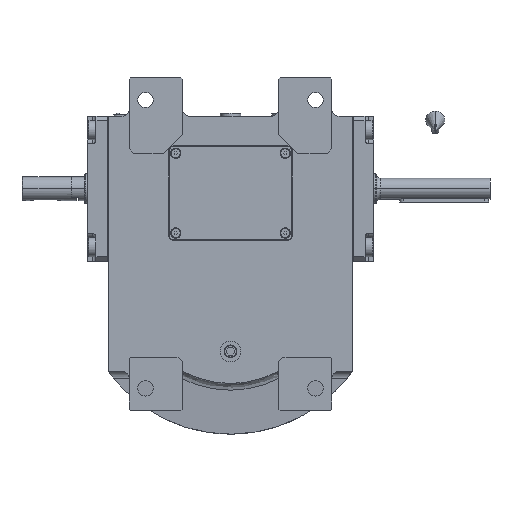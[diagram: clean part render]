
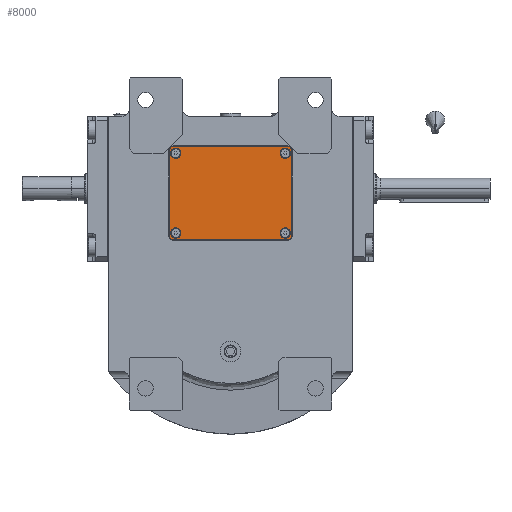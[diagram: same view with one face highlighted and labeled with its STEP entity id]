
A CAD part, front view. The second image highlights one B-rep face of the part: STEP entity #8000.
In plain terms, the highlighted face is planar.
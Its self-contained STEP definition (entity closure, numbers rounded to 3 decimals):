
#23 = ORIENTED_EDGE ( 'NONE', *, *, #3255, .T. ) ;
#446 = DIRECTION ( 'NONE',  ( 0., 0., 1. ) ) ;
#1311 = EDGE_LOOP ( 'NONE', ( #23447, #15202, #35109, #23, #57034, #48678, #49208, #35356 ) ) ;
#1414 = CARTESIAN_POINT ( 'NONE',  ( 37., 27., 3. ) ) ;
#1567 = CIRCLE ( 'NONE', #33428, 3.5 ) ;
#1827 = LINE ( 'NONE', #35964, #43204 ) ;
#1951 = FACE_OUTER_BOUND ( 'NONE', #1311, .T. ) ;
#2707 = CARTESIAN_POINT ( 'NONE',  ( -39.5, 31.5, 3. ) ) ;
#3255 = EDGE_CURVE ( 'NONE', #27752, #23661, #44251, .T. ) ;
#3361 = AXIS2_PLACEMENT_3D ( 'NONE', #39259, #26589, #10263 ) ;
#3554 = VERTEX_POINT ( 'NONE', #57970 ) ;
#3604 = VERTEX_POINT ( 'NONE', #52505 ) ;
#3908 = LINE ( 'NONE', #19314, #48557 ) ;
#4359 = DIRECTION ( 'NONE',  ( 0.707, -0.707, 0. ) ) ;
#5078 = VERTEX_POINT ( 'NONE', #16265 ) ;
#5384 = DIRECTION ( 'NONE',  ( 0., 0., 1. ) ) ;
#5443 = CARTESIAN_POINT ( 'NONE',  ( 37., -27., 3. ) ) ;
#5759 = AXIS2_PLACEMENT_3D ( 'NONE', #16514, #26826, #61008 ) ;
#5894 = CARTESIAN_POINT ( 'NONE',  ( 39.5, -31.5, 3. ) ) ;
#6261 = VECTOR ( 'NONE', #56494, 1000. ) ;
#6442 = EDGE_CURVE ( 'NONE', #45703, #12650, #60989, .T. ) ;
#6738 = ORIENTED_EDGE ( 'NONE', *, *, #50265, .F. ) ;
#8000 = ADVANCED_FACE ( 'NONE', ( #1951, #45777, #41226, #55754, #21262 ), #16426, .T. ) ;
#8425 = DIRECTION ( 'NONE',  ( 0., -1., 0. ) ) ;
#8544 = CARTESIAN_POINT ( 'NONE',  ( -41.5, -29.5, 3. ) ) ;
#9152 = CARTESIAN_POINT ( 'NONE',  ( -39.5, 31.5, 3. ) ) ;
#9206 = EDGE_CURVE ( 'NONE', #10944, #61673, #49888, .T. ) ;
#9955 = DIRECTION ( 'NONE',  ( -1., 0., 0. ) ) ;
#10263 = DIRECTION ( 'NONE',  ( 1., 0., 0. ) ) ;
#10428 = EDGE_CURVE ( 'NONE', #49656, #62239, #18188, .T. ) ;
#10903 = VECTOR ( 'NONE', #17170, 1000. ) ;
#10944 = VERTEX_POINT ( 'NONE', #14230 ) ;
#11093 = CARTESIAN_POINT ( 'NONE',  ( -33.5, -27., 3. ) ) ;
#11402 = DIRECTION ( 'NONE',  ( -1., 0., 0. ) ) ;
#11892 = CIRCLE ( 'NONE', #61292, 3.5 ) ;
#12198 = EDGE_LOOP ( 'NONE', ( #38632, #22785 ) ) ;
#12650 = VERTEX_POINT ( 'NONE', #36699 ) ;
#14230 = CARTESIAN_POINT ( 'NONE',  ( 33.5, 27., 3. ) ) ;
#15089 = CARTESIAN_POINT ( 'NONE',  ( 39.5, 31.5, 3. ) ) ;
#15133 = CARTESIAN_POINT ( 'NONE',  ( -33.5, 27., 3. ) ) ;
#15202 = ORIENTED_EDGE ( 'NONE', *, *, #46945, .T. ) ;
#15559 = EDGE_LOOP ( 'NONE', ( #52863, #59988 ) ) ;
#15562 = CARTESIAN_POINT ( 'NONE',  ( -41.5, -29.5, 3. ) ) ;
#16265 = CARTESIAN_POINT ( 'NONE',  ( -40.5, -27., 3. ) ) ;
#16269 = DIRECTION ( 'NONE',  ( -1., 0., 0. ) ) ;
#16426 = PLANE ( 'NONE',  #37946 ) ;
#16514 = CARTESIAN_POINT ( 'NONE',  ( 37., 27., 3. ) ) ;
#16530 = DIRECTION ( 'NONE',  ( 0., 0., 1. ) ) ;
#16625 = CARTESIAN_POINT ( 'NONE',  ( -41.5, 29.5, 3. ) ) ;
#16847 = VECTOR ( 'NONE', #36407, 1000. ) ;
#16974 = AXIS2_PLACEMENT_3D ( 'NONE', #1414, #446, #11402 ) ;
#17170 = DIRECTION ( 'NONE',  ( 0.707, 0.707, 0. ) ) ;
#17751 = EDGE_LOOP ( 'NONE', ( #53400, #35805 ) ) ;
#18188 = LINE ( 'NONE', #8544, #60665 ) ;
#18474 = EDGE_CURVE ( 'NONE', #56350, #3554, #1567, .T. ) ;
#19268 = EDGE_CURVE ( 'NONE', #46569, #62196, #55852, .T. ) ;
#19314 = CARTESIAN_POINT ( 'NONE',  ( -41.5, 29.5, 3. ) ) ;
#20478 = CARTESIAN_POINT ( 'NONE',  ( -37., 27., 3. ) ) ;
#21262 = FACE_BOUND ( 'NONE', #15559, .T. ) ;
#21526 = DIRECTION ( 'NONE',  ( -1., 0., 0. ) ) ;
#21566 = CARTESIAN_POINT ( 'NONE',  ( 41.5, 29.5, 3. ) ) ;
#21591 = AXIS2_PLACEMENT_3D ( 'NONE', #46044, #30570, #21526 ) ;
#22212 = EDGE_CURVE ( 'NONE', #27091, #5078, #26748, .T. ) ;
#22785 = ORIENTED_EDGE ( 'NONE', *, *, #9206, .F. ) ;
#23447 = ORIENTED_EDGE ( 'NONE', *, *, #41708, .T. ) ;
#23661 = VERTEX_POINT ( 'NONE', #16625 ) ;
#24916 = DIRECTION ( 'NONE',  ( -0.707, -0.707, 0. ) ) ;
#26097 = LINE ( 'NONE', #21566, #16847 ) ;
#26589 = DIRECTION ( 'NONE',  ( 0., 0., 1. ) ) ;
#26652 = VECTOR ( 'NONE', #9955, 1000. ) ;
#26748 = CIRCLE ( 'NONE', #38039, 3.5 ) ;
#26826 = DIRECTION ( 'NONE',  ( 0., 0., 1. ) ) ;
#27091 = VERTEX_POINT ( 'NONE', #11093 ) ;
#27752 = VERTEX_POINT ( 'NONE', #2707 ) ;
#28635 = LINE ( 'NONE', #15089, #26652 ) ;
#30570 = DIRECTION ( 'NONE',  ( 0., 0., 1. ) ) ;
#30828 = VERTEX_POINT ( 'NONE', #31207 ) ;
#30843 = CARTESIAN_POINT ( 'NONE',  ( -39.5, -31.5, 3. ) ) ;
#31207 = CARTESIAN_POINT ( 'NONE',  ( 41.5, 29.5, 3. ) ) ;
#31906 = CIRCLE ( 'NONE', #21591, 3.5 ) ;
#32580 = VECTOR ( 'NONE', #24916, 1000. ) ;
#33428 = AXIS2_PLACEMENT_3D ( 'NONE', #40751, #34663, #16269 ) ;
#33524 = CIRCLE ( 'NONE', #5759, 3.5 ) ;
#34663 = DIRECTION ( 'NONE',  ( 0., 0., 1. ) ) ;
#34875 = EDGE_CURVE ( 'NONE', #12650, #45703, #35105, .T. ) ;
#35105 = CIRCLE ( 'NONE', #56741, 3.5 ) ;
#35109 = ORIENTED_EDGE ( 'NONE', *, *, #38516, .T. ) ;
#35356 = ORIENTED_EDGE ( 'NONE', *, *, #19268, .T. ) ;
#35805 = ORIENTED_EDGE ( 'NONE', *, *, #34875, .F. ) ;
#35964 = CARTESIAN_POINT ( 'NONE',  ( 41.5, -29.5, 3. ) ) ;
#36201 = DIRECTION ( 'NONE',  ( 1., 0., 0. ) ) ;
#36407 = DIRECTION ( 'NONE',  ( -0.707, 0.707, 0. ) ) ;
#36419 = DIRECTION ( 'NONE',  ( 0., 0., 1. ) ) ;
#36699 = CARTESIAN_POINT ( 'NONE',  ( -40.5, 27., 3. ) ) ;
#37946 = AXIS2_PLACEMENT_3D ( 'NONE', #60919, #36419, #56082 ) ;
#38039 = AXIS2_PLACEMENT_3D ( 'NONE', #50359, #16530, #36201 ) ;
#38516 = EDGE_CURVE ( 'NONE', #3604, #27752, #28635, .T. ) ;
#38632 = ORIENTED_EDGE ( 'NONE', *, *, #50793, .F. ) ;
#39259 = CARTESIAN_POINT ( 'NONE',  ( -37., 27., 3. ) ) ;
#40751 = CARTESIAN_POINT ( 'NONE',  ( 37., -27., 3. ) ) ;
#40770 = DIRECTION ( 'NONE',  ( -1., 0., 0. ) ) ;
#41226 = FACE_BOUND ( 'NONE', #17751, .T. ) ;
#41390 = EDGE_CURVE ( 'NONE', #5078, #27091, #31906, .T. ) ;
#41708 = EDGE_CURVE ( 'NONE', #62196, #30828, #1827, .T. ) ;
#43204 = VECTOR ( 'NONE', #50134, 1000. ) ;
#44251 = LINE ( 'NONE', #9152, #32580 ) ;
#45525 = CARTESIAN_POINT ( 'NONE',  ( 40.5, 27., 3. ) ) ;
#45703 = VERTEX_POINT ( 'NONE', #15133 ) ;
#45777 = FACE_BOUND ( 'NONE', #12198, .T. ) ;
#46044 = CARTESIAN_POINT ( 'NONE',  ( -37., -27., 3. ) ) ;
#46569 = VERTEX_POINT ( 'NONE', #5894 ) ;
#46831 = EDGE_LOOP ( 'NONE', ( #6738, #53532 ) ) ;
#46945 = EDGE_CURVE ( 'NONE', #30828, #3604, #26097, .T. ) ;
#48557 = VECTOR ( 'NONE', #8425, 1000. ) ;
#48678 = ORIENTED_EDGE ( 'NONE', *, *, #10428, .T. ) ;
#49208 = ORIENTED_EDGE ( 'NONE', *, *, #57496, .T. ) ;
#49578 = CARTESIAN_POINT ( 'NONE',  ( 33.5, -27., 3. ) ) ;
#49656 = VERTEX_POINT ( 'NONE', #15562 ) ;
#49888 = CIRCLE ( 'NONE', #16974, 3.5 ) ;
#50134 = DIRECTION ( 'NONE',  ( 0., 1., 0. ) ) ;
#50265 = EDGE_CURVE ( 'NONE', #3554, #56350, #11892, .T. ) ;
#50359 = CARTESIAN_POINT ( 'NONE',  ( -37., -27., 3. ) ) ;
#50793 = EDGE_CURVE ( 'NONE', #61673, #10944, #33524, .T. ) ;
#51013 = CARTESIAN_POINT ( 'NONE',  ( 39.5, -31.5, 3. ) ) ;
#52505 = CARTESIAN_POINT ( 'NONE',  ( 39.5, 31.5, 3. ) ) ;
#52863 = ORIENTED_EDGE ( 'NONE', *, *, #22212, .F. ) ;
#53400 = ORIENTED_EDGE ( 'NONE', *, *, #6442, .F. ) ;
#53532 = ORIENTED_EDGE ( 'NONE', *, *, #18474, .F. ) ;
#53769 = DIRECTION ( 'NONE',  ( 1., 0., 0. ) ) ;
#55019 = CARTESIAN_POINT ( 'NONE',  ( 41.5, -29.5, 3. ) ) ;
#55754 = FACE_BOUND ( 'NONE', #46831, .T. ) ;
#55852 = LINE ( 'NONE', #51013, #10903 ) ;
#56082 = DIRECTION ( 'NONE',  ( 1., 0., 0. ) ) ;
#56350 = VERTEX_POINT ( 'NONE', #49578 ) ;
#56494 = DIRECTION ( 'NONE',  ( 1., 0., 0. ) ) ;
#56741 = AXIS2_PLACEMENT_3D ( 'NONE', #20478, #5384, #40770 ) ;
#56816 = CARTESIAN_POINT ( 'NONE',  ( -39.5, -31.5, 3. ) ) ;
#57034 = ORIENTED_EDGE ( 'NONE', *, *, #63195, .T. ) ;
#57129 = LINE ( 'NONE', #56816, #6261 ) ;
#57496 = EDGE_CURVE ( 'NONE', #62239, #46569, #57129, .T. ) ;
#57970 = CARTESIAN_POINT ( 'NONE',  ( 40.5, -27., 3. ) ) ;
#58928 = DIRECTION ( 'NONE',  ( 0., 0., 1. ) ) ;
#59988 = ORIENTED_EDGE ( 'NONE', *, *, #41390, .F. ) ;
#60665 = VECTOR ( 'NONE', #4359, 1000. ) ;
#60919 = CARTESIAN_POINT ( 'NONE',  ( 0., 0., 3. ) ) ;
#60989 = CIRCLE ( 'NONE', #3361, 3.5 ) ;
#61008 = DIRECTION ( 'NONE',  ( 1., 0., 0. ) ) ;
#61292 = AXIS2_PLACEMENT_3D ( 'NONE', #5443, #58928, #53769 ) ;
#61673 = VERTEX_POINT ( 'NONE', #45525 ) ;
#62196 = VERTEX_POINT ( 'NONE', #55019 ) ;
#62239 = VERTEX_POINT ( 'NONE', #30843 ) ;
#63195 = EDGE_CURVE ( 'NONE', #23661, #49656, #3908, .T. ) ;
